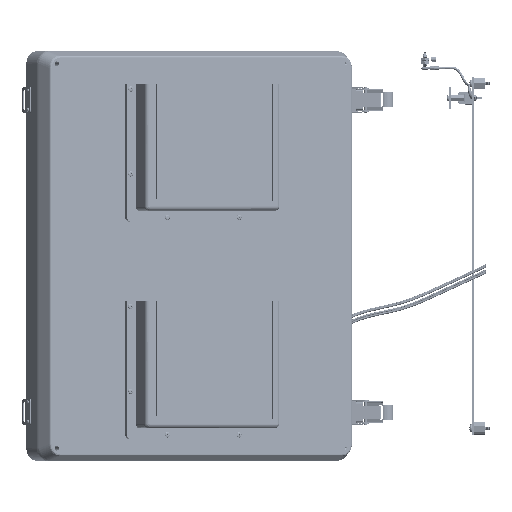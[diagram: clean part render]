
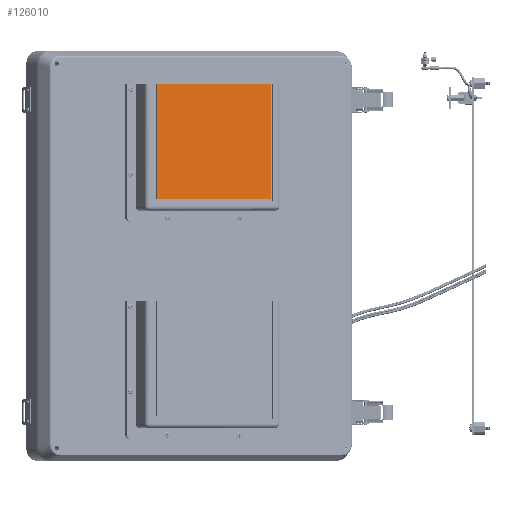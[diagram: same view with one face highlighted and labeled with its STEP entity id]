
A CAD part, left-side view. The second image highlights one B-rep face of the part: STEP entity #126010.
In plain terms, the highlighted face is planar.
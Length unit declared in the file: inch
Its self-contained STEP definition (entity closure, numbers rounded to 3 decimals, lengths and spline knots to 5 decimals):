
#3516 = CARTESIAN_POINT ( 'NONE',  ( 3.18618, -1.095, -5.43618 ) ) ;
#14834 = AXIS2_PLACEMENT_3D ( 'NONE', #184564, #156297, #15501 ) ;
#15501 = DIRECTION ( 'NONE',  ( 0., 0., 1. ) ) ;
#18012 = CARTESIAN_POINT ( 'NONE',  ( 3.55, -1.095, -0.01728 ) ) ;
#18066 = LINE ( 'NONE', #160002, #89603 ) ;
#19234 = DIRECTION ( 'NONE',  ( 1., 0., 0. ) ) ;
#21084 = CARTESIAN_POINT ( 'NONE',  ( -3.18618, -1.095, -5.43618 ) ) ;
#22136 = VECTOR ( 'NONE', #19234, 39.37008 ) ;
#31082 = VERTEX_POINT ( 'NONE', #3516 ) ;
#33023 = DIRECTION ( 'NONE',  ( -1., 0., 0. ) ) ;
#35529 = EDGE_CURVE ( 'NONE', #31082, #55182, #18066, .T. ) ;
#39384 = CARTESIAN_POINT ( 'NONE',  ( -3.18618, -1.095, 0.08272 ) ) ;
#43750 = LINE ( 'NONE', #39384, #137762 ) ;
#51145 = VERTEX_POINT ( 'NONE', #143557 ) ;
#53764 = EDGE_CURVE ( 'NONE', #180776, #55182, #127324, .T. ) ;
#55182 = VERTEX_POINT ( 'NONE', #106889 ) ;
#56159 = PLANE ( 'NONE',  #14834 ) ;
#59254 = EDGE_CURVE ( 'NONE', #51145, #180776, #43750, .T. ) ;
#69905 = DIRECTION ( 'NONE',  ( 0., 0., 1. ) ) ;
#79019 = EDGE_LOOP ( 'NONE', ( #98631, #111488, #94819, #95674 ) ) ;
#89603 = VECTOR ( 'NONE', #133038, 39.37008 ) ;
#94819 = ORIENTED_EDGE ( 'NONE', *, *, #53764, .F. ) ;
#95674 = ORIENTED_EDGE ( 'NONE', *, *, #59254, .F. ) ;
#98631 = ORIENTED_EDGE ( 'NONE', *, *, #113737, .F. ) ;
#99185 = VECTOR ( 'NONE', #33023, 39.37008 ) ;
#106889 = CARTESIAN_POINT ( 'NONE',  ( 3.18618, -1.095, -0.01728 ) ) ;
#111488 = ORIENTED_EDGE ( 'NONE', *, *, #35529, .T. ) ;
#113737 = EDGE_CURVE ( 'NONE', #31082, #51145, #159723, .T. ) ;
#116854 = FACE_OUTER_BOUND ( 'NONE', #79019, .T. ) ;
#126010 = ADVANCED_FACE ( 'NONE', ( #116854 ), #56159, .F. ) ;
#127324 = LINE ( 'NONE', #18012, #22136 ) ;
#127672 = CARTESIAN_POINT ( 'NONE',  ( -3.18618, -1.095, -0.01728 ) ) ;
#133038 = DIRECTION ( 'NONE',  ( 0., 0., 1. ) ) ;
#137762 = VECTOR ( 'NONE', #69905, 39.37008 ) ;
#143557 = CARTESIAN_POINT ( 'NONE',  ( -3.18618, -1.095, -5.43618 ) ) ;
#156297 = DIRECTION ( 'NONE',  ( 0., 1., 0. ) ) ;
#159723 = LINE ( 'NONE', #21084, #99185 ) ;
#160002 = CARTESIAN_POINT ( 'NONE',  ( 3.18618, -1.095, -5.8 ) ) ;
#180776 = VERTEX_POINT ( 'NONE', #127672 ) ;
#184564 = CARTESIAN_POINT ( 'NONE',  ( 3.55, -1.095, -5.8 ) ) ;
